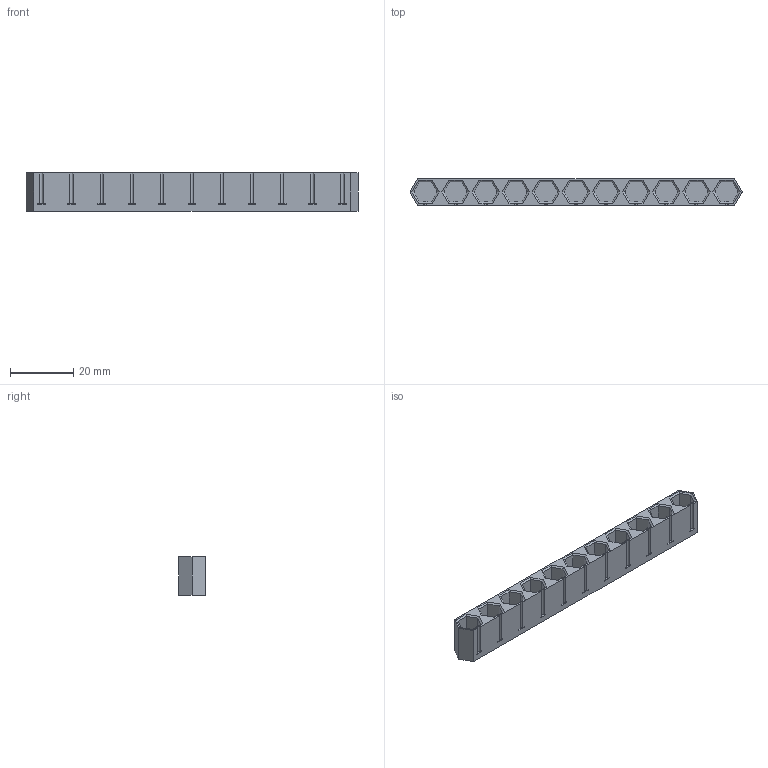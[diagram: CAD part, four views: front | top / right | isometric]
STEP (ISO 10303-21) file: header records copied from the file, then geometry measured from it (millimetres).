
FILE_DESCRIPTION(/* description */ (''),/* implementation_level */ '2;1');
FILE_NAME(/* name */ '11 slot compliant hex bit holder.step',/* time_stamp */ '2025-04-08T14:18:41-05:00',/* author */ (''),/* organization */ (''),/* preprocessor_version */ 'ST-DEVELOPER v20.1',/* originating_system */ 'Autodesk Translation Framework v14.4.0.0',/* authorisation */ '');
FILE_SCHEMA (('AUTOMOTIVE_DESIGN { 1 0 10303 214 3 1 1 }'));
Length unit declared in the file: millimetre
Products named in the file (1): 11 slot Compliant Hex Bit holder
Bounding box: 104.76 x 8.45 x 12 mm (x, y, z)
Volume: 6352 mm3; surface area: 6885.7 mm2
Topology: 1 solids, 1 shells, 272 faces, 755 edges, 474 vertices
Faces by surface type: plane 261, cylinder 11
Entity records: 8494 total; most frequent: ORIENTED_EDGE 1510, CARTESIAN_POINT 1502, DIRECTION 1323, EDGE_CURVE 755, LINE 733, VECTOR 733, VERTEX_POINT 474, AXIS2_PLACEMENT_3D 295
